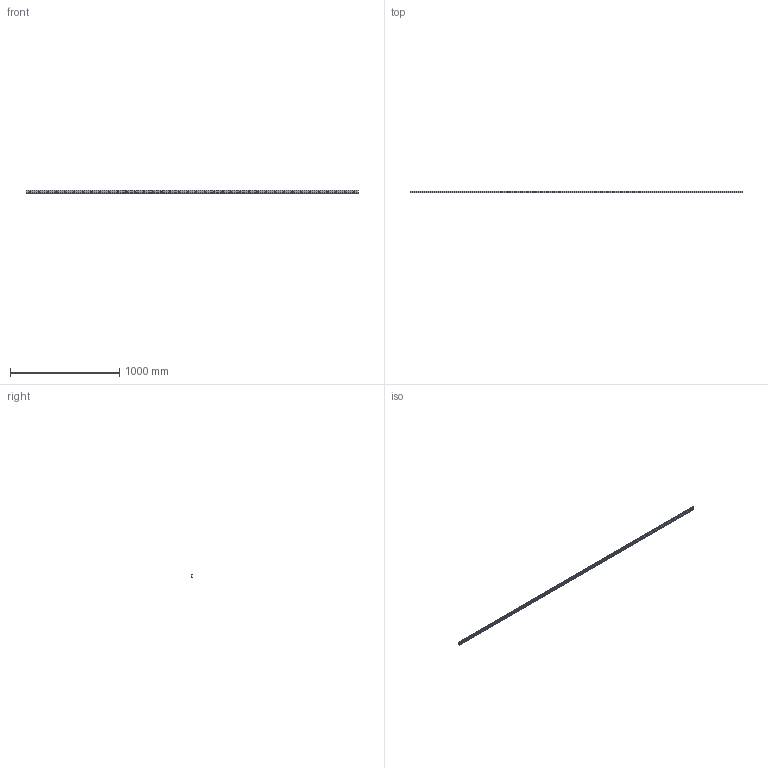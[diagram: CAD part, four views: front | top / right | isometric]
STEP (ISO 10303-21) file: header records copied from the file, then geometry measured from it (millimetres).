
FILE_DESCRIPTION((''),'2;1');
FILE_NAME('LCU 28H-3040.V.stp','2016-05-04T10:25:49',('MRathmann'),(''),'Autodesk Inventor 2012','Autodesk Inventor 2012','');
FILE_SCHEMA(('CONFIG_CONTROL_DESIGN'));
Length unit declared in the file: millimetre
Products named in the file (1): LCU 28H-3040.V
Bounding box: 3040 x 12.3 x 28 mm (x, y, z)
Volume: 461610.6 mm3; surface area: 287750 mm2
Topology: 1 solids, 1 shells, 96 faces, 282 edges, 188 vertices
Faces by surface type: cylinder 47, cone 38, plane 11
Full cylindrical faces by diameter (mm): 5.5 x38
Entity records: 2714 total; most frequent: DIRECTION 494, CARTESIAN_POINT 415, ORIENTED_EDGE 336, EDGE_LOOP 248, AXIS2_PLACEMENT_3D 229, EDGE_CURVE 168, FACE_BOUND 152, VERTEX_POINT 150
